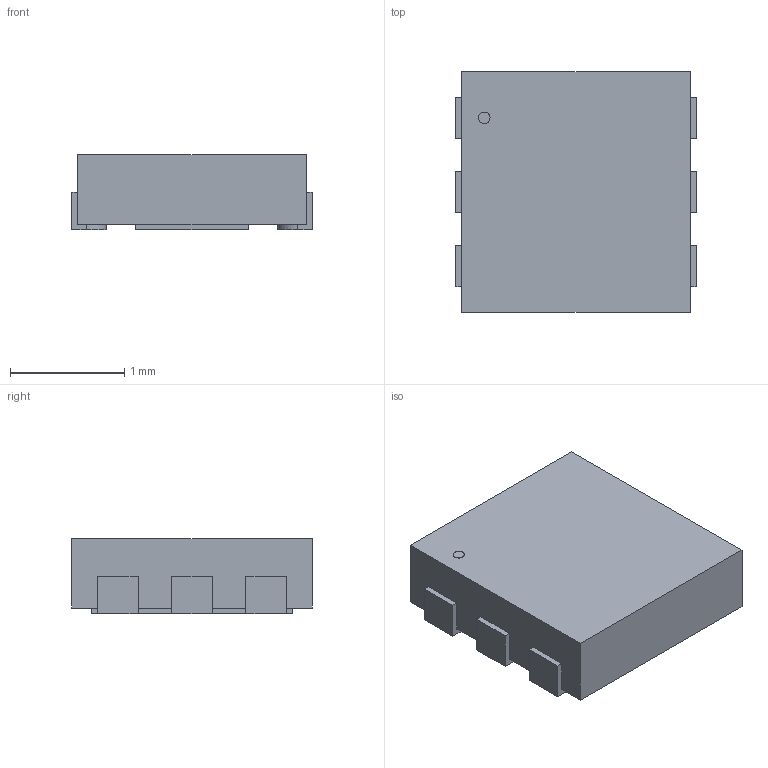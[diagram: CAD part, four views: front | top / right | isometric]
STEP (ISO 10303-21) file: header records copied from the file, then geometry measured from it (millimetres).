
FILE_DESCRIPTION(('STEP AP214'),'1');
FILE_NAME('NCR420PASX_NEX','2023-05-08T03:08:23',(''),(''),'','','');
FILE_SCHEMA(('AUTOMOTIVE_DESIGN'));
Length unit declared in the file: millimetre
Products named in the file (1): product
Bounding box: 2.11 x 2.11 x 0.66 mm (x, y, z)
Volume: 2.7 mm3; surface area: 19.8 mm2
Topology: 10 solids, 10 shells, 69 faces, 147 edges, 98 vertices
Faces by surface type: plane 62, cylinder 7
Full cylindrical faces by diameter (mm): 0.1 x1
Entity records: 1921 total; most frequent: DIRECTION 302, ORIENTED_EDGE 292, CARTESIAN_POINT 183, EDGE_CURVE 146, LINE 132, VECTOR 132, VERTEX_POINT 98, AXIS2_PLACEMENT_3D 85
